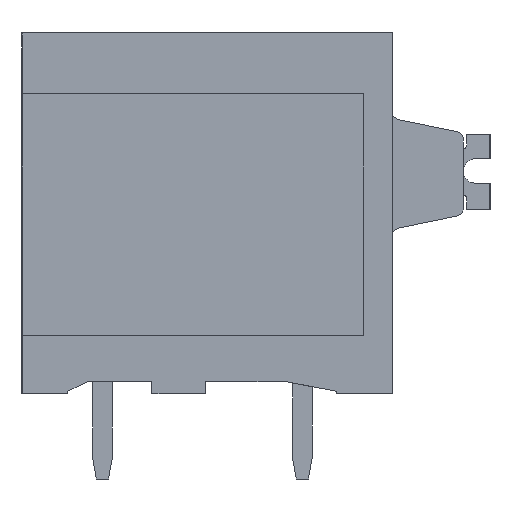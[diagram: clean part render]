
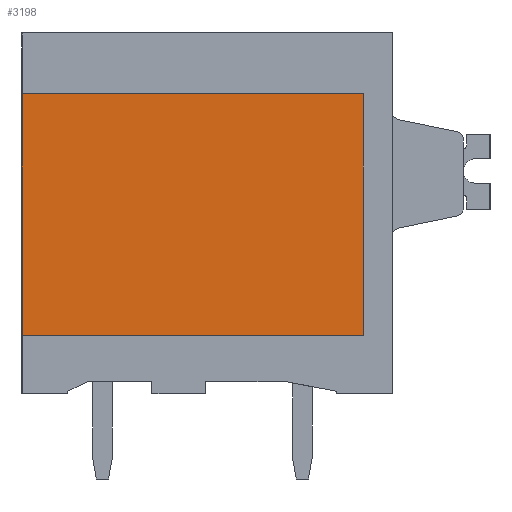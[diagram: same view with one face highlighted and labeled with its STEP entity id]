
A CAD part, left-side view. The second image highlights one B-rep face of the part: STEP entity #3198.
In plain terms, the highlighted planar face has unit normal (-1, 0, 0).
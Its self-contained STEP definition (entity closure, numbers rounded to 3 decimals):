
#3178=AXIS2_PLACEMENT_3D('Plane Axis2P3D',#3175,#3176,#3177) ;
#951=CARTESIAN_POINT('Vertex',(1.1,19.2,5.9)) ;
#954=CARTESIAN_POINT('Line Origine',(1.1,19.2,10.85)) ;
#958=CARTESIAN_POINT('Vertex',(1.1,19.2,15.8)) ;
#3159=CARTESIAN_POINT('Vertex',(1.1,5.2,5.9)) ;
#3162=CARTESIAN_POINT('Line Origine',(1.1,12.2,5.9)) ;
#3175=CARTESIAN_POINT('Axis2P3D Location',(1.1,0.,0.)) ;
#3180=CARTESIAN_POINT('Line Origine',(1.1,5.2,10.85)) ;
#3184=CARTESIAN_POINT('Vertex',(1.1,5.2,15.8)) ;
#3187=CARTESIAN_POINT('Line Origine',(1.1,12.2,15.8)) ;
#955=DIRECTION('Vector Direction',(0.,0.,1.)) ;
#3163=DIRECTION('Vector Direction',(0.,1.,0.)) ;
#3176=DIRECTION('Axis2P3D Direction',(-1.,0.,0.)) ;
#3177=DIRECTION('Axis2P3D XDirection',(0.,-1.,0.)) ;
#3181=DIRECTION('Vector Direction',(0.,0.,1.)) ;
#3188=DIRECTION('Vector Direction',(0.,1.,0.)) ;
#956=VECTOR('Line Direction',#955,1.) ;
#3164=VECTOR('Line Direction',#3163,1.) ;
#3182=VECTOR('Line Direction',#3181,1.) ;
#3189=VECTOR('Line Direction',#3188,1.) ;
#3193=ORIENTED_EDGE('',*,*,#3166,.F.) ;
#3194=ORIENTED_EDGE('',*,*,#3186,.T.) ;
#3195=ORIENTED_EDGE('',*,*,#3191,.T.) ;
#3196=ORIENTED_EDGE('',*,*,#960,.F.) ;
#3198=ADVANCED_FACE('_LMF 5.08/09/90 3.5SN OR BX 1330790000',(#3197),#3179,.T.) ;
#960=EDGE_CURVE('',#952,#959,#957,.T.) ;
#3166=EDGE_CURVE('',#3160,#952,#3165,.T.) ;
#3186=EDGE_CURVE('',#3160,#3185,#3183,.T.) ;
#3191=EDGE_CURVE('',#3185,#959,#3190,.T.) ;
#3192=EDGE_LOOP('',(#3193,#3194,#3195,#3196)) ;
#3197=FACE_OUTER_BOUND('',#3192,.T.) ;
#957=LINE('Line',#954,#956) ;
#3165=LINE('Line',#3162,#3164) ;
#3183=LINE('Line',#3180,#3182) ;
#3190=LINE('Line',#3187,#3189) ;
#3179=PLANE('',#3178) ;
#952=VERTEX_POINT('',#951) ;
#959=VERTEX_POINT('',#958) ;
#3160=VERTEX_POINT('',#3159) ;
#3185=VERTEX_POINT('',#3184) ;
